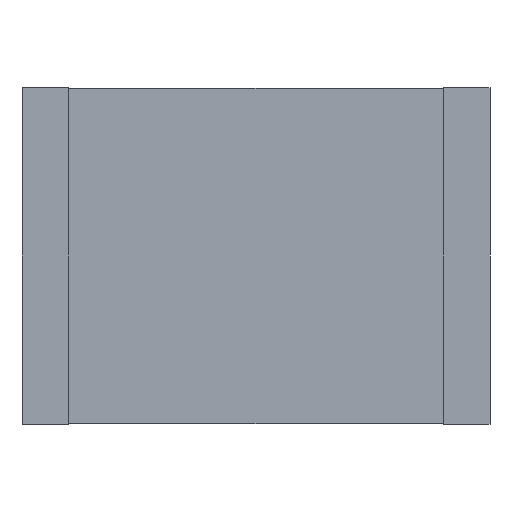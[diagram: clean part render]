
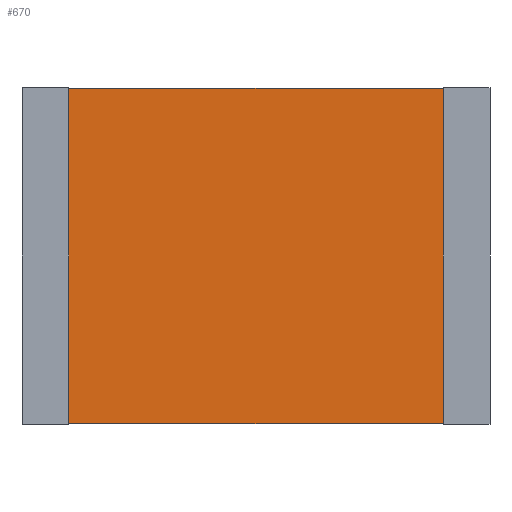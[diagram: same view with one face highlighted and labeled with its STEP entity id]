
A CAD part, front view. The second image highlights one B-rep face of the part: STEP entity #670.
In plain terms, the highlighted planar face has unit normal (0, -1, 0).
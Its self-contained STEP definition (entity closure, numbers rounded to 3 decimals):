
#98 = CARTESIAN_POINT ( 'NONE',  ( 0., 0., 0. ) ) ;
#166 = EDGE_CURVE ( 'NONE', #2184, #1083, #2454, .T. ) ;
#172 = VECTOR ( 'NONE', #1943, 1000. ) ;
#309 = LINE ( 'NONE', #1088, #1495 ) ;
#428 = DIRECTION ( 'NONE',  ( 1., 0., 0. ) ) ;
#497 = VERTEX_POINT ( 'NONE', #1687 ) ;
#638 = ORIENTED_EDGE ( 'NONE', *, *, #675, .F. ) ;
#670 = ADVANCED_FACE ( 'NONE', ( #1006 ), #2161, .T. ) ;
#675 = EDGE_CURVE ( 'NONE', #2184, #497, #1593, .T. ) ;
#709 = ORIENTED_EDGE ( 'NONE', *, *, #1360, .F. ) ;
#728 = DIRECTION ( 'NONE',  ( 0., 0., -1. ) ) ;
#740 = AXIS2_PLACEMENT_3D ( 'NONE', #2001, #2208, #1019 ) ;
#774 = CARTESIAN_POINT ( 'NONE',  ( 0., 0., -3.58 ) ) ;
#928 = ORIENTED_EDGE ( 'NONE', *, *, #166, .T. ) ;
#944 = CARTESIAN_POINT ( 'NONE',  ( 0.49, 0., 0. ) ) ;
#1006 = FACE_OUTER_BOUND ( 'NONE', #2303, .T. ) ;
#1019 = DIRECTION ( 'NONE',  ( 0., 0., -1. ) ) ;
#1083 = VERTEX_POINT ( 'NONE', #2095 ) ;
#1088 = CARTESIAN_POINT ( 'NONE',  ( 4.49, 0., 0. ) ) ;
#1327 = VERTEX_POINT ( 'NONE', #2464 ) ;
#1360 = EDGE_CURVE ( 'NONE', #1327, #1083, #2183, .T. ) ;
#1495 = VECTOR ( 'NONE', #1665, 1000. ) ;
#1593 = LINE ( 'NONE', #98, #2157 ) ;
#1665 = DIRECTION ( 'NONE',  ( 0., 0., 1. ) ) ;
#1687 = CARTESIAN_POINT ( 'NONE',  ( 4.49, 0., 0. ) ) ;
#1705 = VECTOR ( 'NONE', #728, 1000. ) ;
#1943 = DIRECTION ( 'NONE',  ( -1., 0., 0. ) ) ;
#2001 = CARTESIAN_POINT ( 'NONE',  ( 0., 0., 0. ) ) ;
#2095 = CARTESIAN_POINT ( 'NONE',  ( 0.49, 0., -3.58 ) ) ;
#2157 = VECTOR ( 'NONE', #428, 1000. ) ;
#2161 = PLANE ( 'NONE',  #740 ) ;
#2183 = LINE ( 'NONE', #774, #172 ) ;
#2184 = VERTEX_POINT ( 'NONE', #2210 ) ;
#2208 = DIRECTION ( 'NONE',  ( 0., -1., 0. ) ) ;
#2210 = CARTESIAN_POINT ( 'NONE',  ( 0.49, 0., 0. ) ) ;
#2303 = EDGE_LOOP ( 'NONE', ( #709, #2479, #638, #928 ) ) ;
#2454 = LINE ( 'NONE', #944, #1705 ) ;
#2463 = EDGE_CURVE ( 'NONE', #1327, #497, #309, .T. ) ;
#2464 = CARTESIAN_POINT ( 'NONE',  ( 4.49, 0., -3.58 ) ) ;
#2479 = ORIENTED_EDGE ( 'NONE', *, *, #2463, .T. ) ;
